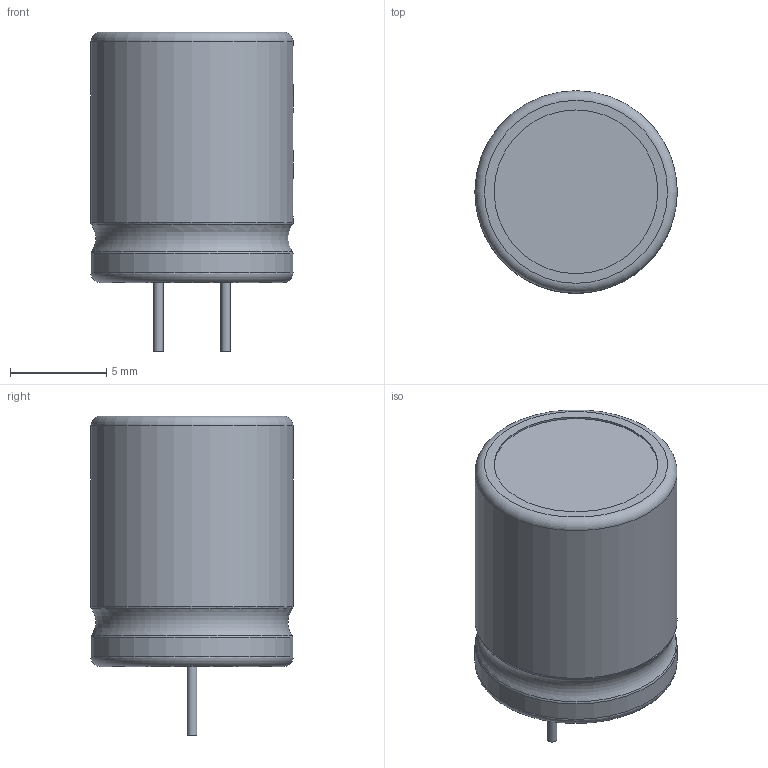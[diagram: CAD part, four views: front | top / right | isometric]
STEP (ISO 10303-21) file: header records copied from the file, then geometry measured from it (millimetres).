
FILE_DESCRIPTION(/* description */ (''),/* implementation_level */ '2;1');
FILE_NAME(/* name */ 'CAPPR350-1050X1300.stp',/* time_stamp */ '2016-03-22T13:52:05+01:00',/* author */ ('riccim'),/* organization */ (''),/* preprocessor_version */ 'ST-DEVELOPER v15.5',/* originating_system */ 'AutoCAD Mechanical',/* authorisation */ '');
FILE_SCHEMA (('AUTOMOTIVE_DESIGN { 1 0 10303 214 3 1 1 }'));
Length unit declared in the file: millimetre
Products named in the file (3): AVE_RENDER; AVE_GLOBAL; Product
Bounding box: 10.5 x 10.5 x 16.6 mm (x, y, z)
Volume: 1104 mm3; surface area: 861.9 mm2
Topology: 9 solids, 9 shells, 68 faces, 142 edges, 94 vertices
Faces by surface type: plane 40, cylinder 20, torus 8
Full cylindrical faces by diameter (mm): 0.5 x2, 8.5 x4, 10.5 x1
Entity records: 1809 total; most frequent: DIRECTION 342, CARTESIAN_POINT 284, ORIENTED_EDGE 238, AXIS2_PLACEMENT_3D 143, EDGE_CURVE 119, VERTEX_POINT 85, EDGE_LOOP 84, FACE_OUTER_BOUND 68
